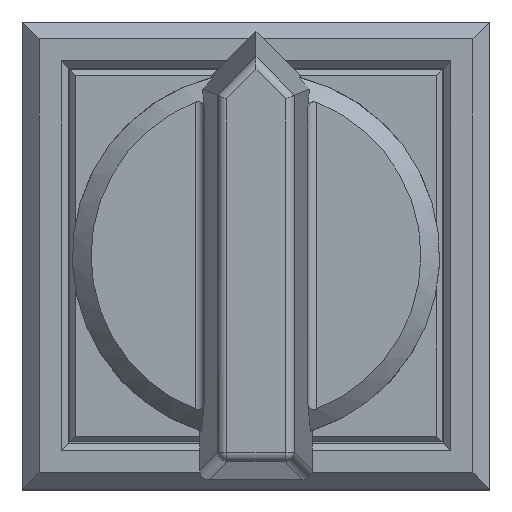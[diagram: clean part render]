
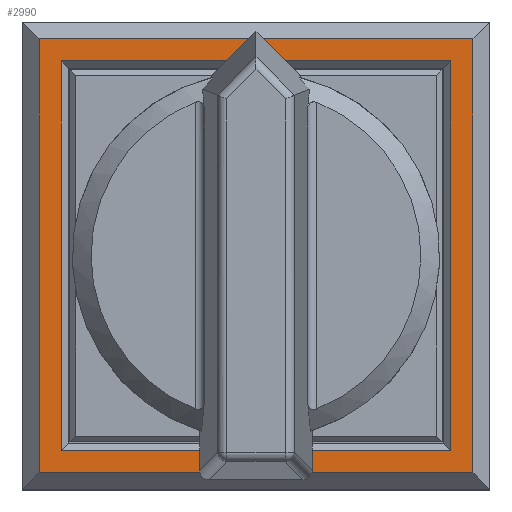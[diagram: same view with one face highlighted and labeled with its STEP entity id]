
A CAD part, top view. The second image highlights one B-rep face of the part: STEP entity #2990.
In plain terms, the highlighted planar face has unit normal (0, 0, 1).
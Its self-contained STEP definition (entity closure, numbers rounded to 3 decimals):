
#128=FACE_BOUND($,#667,.T.);
#303=PLANE($,#3266);
#466=FACE_OUTER_BOUND($,#666,.T.);
#666=EDGE_LOOP($,(#2744,#2745,#2746,#2747));
#667=EDGE_LOOP($,(#2748,#2749,#2750,#2751));
#860=LINE($,#13933,#1064);
#863=LINE($,#13938,#1067);
#865=LINE($,#13942,#1069);
#867=LINE($,#13945,#1071);
#868=LINE($,#13949,#1072);
#869=LINE($,#13951,#1073);
#870=LINE($,#13953,#1074);
#871=LINE($,#13954,#1075);
#1064=VECTOR($,#3977,20.8);
#1067=VECTOR($,#3982,20.8);
#1069=VECTOR($,#3986,20.8);
#1071=VECTOR($,#3990,20.8);
#1072=VECTOR($,#3993,23.15);
#1073=VECTOR($,#3994,23.15);
#1074=VECTOR($,#3995,23.15);
#1075=VECTOR($,#3996,23.15);
#1474=VERTEX_POINT($,#13931);
#1475=VERTEX_POINT($,#13932);
#1476=VERTEX_POINT($,#13937);
#1477=VERTEX_POINT($,#13941);
#1478=VERTEX_POINT($,#13947);
#1479=VERTEX_POINT($,#13948);
#1480=VERTEX_POINT($,#13950);
#1481=VERTEX_POINT($,#13952);
#1897=EDGE_CURVE($,#1474,#1475,#860,.T.);
#1900=EDGE_CURVE($,#1475,#1476,#863,.T.);
#1902=EDGE_CURVE($,#1476,#1477,#865,.T.);
#1904=EDGE_CURVE($,#1477,#1474,#867,.T.);
#1905=EDGE_CURVE($,#1478,#1479,#868,.T.);
#1906=EDGE_CURVE($,#1480,#1478,#869,.T.);
#1907=EDGE_CURVE($,#1481,#1480,#870,.T.);
#1908=EDGE_CURVE($,#1479,#1481,#871,.T.);
#2744=ORIENTED_EDGE($,*,*,#1905,.F.);
#2745=ORIENTED_EDGE($,*,*,#1906,.F.);
#2746=ORIENTED_EDGE($,*,*,#1907,.F.);
#2747=ORIENTED_EDGE($,*,*,#1908,.F.);
#2748=ORIENTED_EDGE($,*,*,#1897,.F.);
#2749=ORIENTED_EDGE($,*,*,#1904,.F.);
#2750=ORIENTED_EDGE($,*,*,#1902,.F.);
#2751=ORIENTED_EDGE($,*,*,#1900,.F.);
#2990=ADVANCED_FACE($,(#466,#128),#303,.T.);
#3266=AXIS2_PLACEMENT_3D($,#13946,#3991,#3992);
#3977=DIRECTION($,(0.,1.,0.));
#3982=DIRECTION($,(-1.,0.,0.));
#3986=DIRECTION($,(0.,-1.,0.));
#3990=DIRECTION($,(1.,0.,0.));
#3991=DIRECTION('center_axis',(0.,0.,1.));
#3992=DIRECTION('ref_axis',(0.,-1.,0.));
#3993=DIRECTION($,(0.,1.,0.));
#3994=DIRECTION($,(-1.,0.,0.));
#3995=DIRECTION($,(0.,-1.,0.));
#3996=DIRECTION($,(1.,0.,0.));
#13931=CARTESIAN_POINT('',(10.4,-10.729,8.269));
#13932=CARTESIAN_POINT('',(10.4,10.071,8.269));
#13933=CARTESIAN_POINT($,(10.4,-10.729,8.269));
#13937=CARTESIAN_POINT('',(-10.4,10.071,8.269));
#13938=CARTESIAN_POINT($,(10.4,10.071,8.269));
#13941=CARTESIAN_POINT('',(-10.4,-10.729,8.269));
#13942=CARTESIAN_POINT($,(-10.4,10.071,8.269));
#13945=CARTESIAN_POINT($,(-10.4,-10.729,8.269));
#13946=CARTESIAN_POINT('Origin',(-10.,9.671,8.269));
#13947=CARTESIAN_POINT('',(-11.575,-11.904,8.269));
#13948=CARTESIAN_POINT('',(-11.575,11.246,8.269));
#13949=CARTESIAN_POINT($,(-11.575,-11.904,8.269));
#13950=CARTESIAN_POINT('',(11.575,-11.904,8.269));
#13951=CARTESIAN_POINT($,(11.575,-11.904,8.269));
#13952=CARTESIAN_POINT('',(11.575,11.246,8.269));
#13953=CARTESIAN_POINT($,(11.575,11.246,8.269));
#13954=CARTESIAN_POINT($,(-11.575,11.246,8.269));
